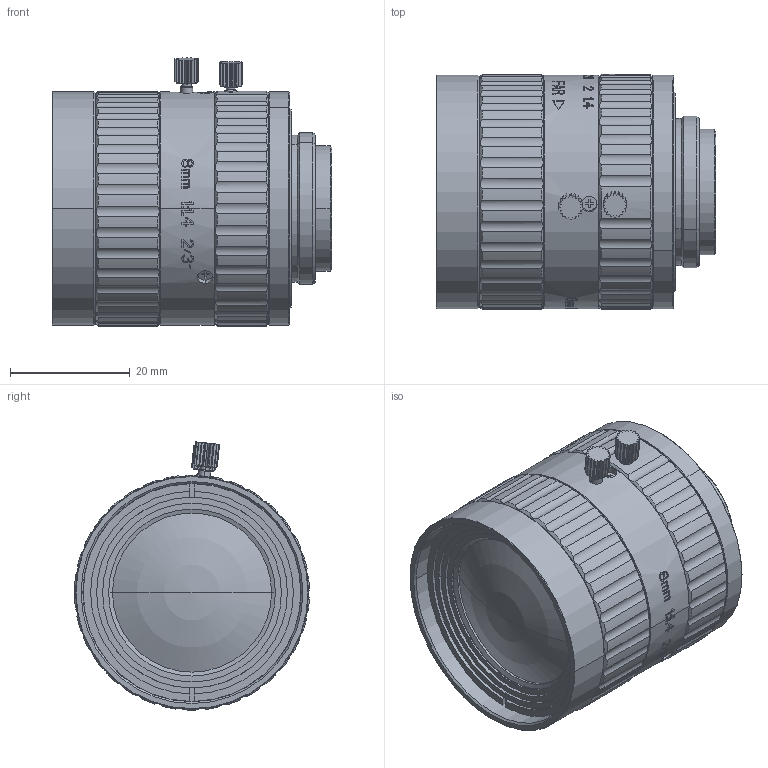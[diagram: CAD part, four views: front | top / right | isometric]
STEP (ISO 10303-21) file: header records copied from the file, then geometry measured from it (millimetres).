
FILE_DESCRIPTION(('FreeCAD Model'),'2;1');
FILE_NAME('Open CASCADE Shape Model','2025-01-22T09:58:04',('Author'),( ''),'Open CASCADE STEP processor 7.8','FreeCAD','Unknown');
FILE_SCHEMA(('AUTOMOTIVE_DESIGN { 1 0 10303 214 1 1 1 1 }'));
Length unit declared in the file: millimetre
Products named in the file (21): VA-LCM-5MP-08MM-F1.4-015; MSBR-20; MSBR-19; MSBR-18; MSBR-17; MSBR-16; MSBR-15; MSBR-14; MSBR-13; MSBR-12; MSBR-11; MSBR-10; MSBR-9; MSBR-8; MSBR-7; MSBR-6; MSBR-5; MSBR-4; MSBR-3; MSBR-2; MSBR-1
Assembly tree (20 placements, depth 2):
  VA-LCM-5MP-08MM-F1.4-015
    MSBR-20
    MSBR-19
    MSBR-18
    MSBR-17
    MSBR-16
    MSBR-15
    MSBR-14
    MSBR-13
    MSBR-12
    MSBR-11
    MSBR-10
    MSBR-9
    MSBR-8
    MSBR-7
    MSBR-6
    MSBR-5
    MSBR-4
    MSBR-3
    MSBR-2
    MSBR-1
Bounding box: 46.77 x 39.3 x 44.84 mm (x, y, z)
Volume: 28304.7 mm3; surface area: 33912.1 mm2
Topology: 20 solids, 20 shells, 1681 faces, 4652 edges, 3085 vertices
Faces by surface type: plane 674, cylinder 419, bspline 306, cone 276, sphere 6
Entity records: 65909 total; most frequent: CARTESIAN_POINT 24616, ORIENTED_EDGE 9280, DIRECTION 7471, EDGE_CURVE 4640, VERTEX_POINT 3085, AXIS2_PLACEMENT_3D 2854, FACE_BOUND 1832, EDGE_LOOP 1832
